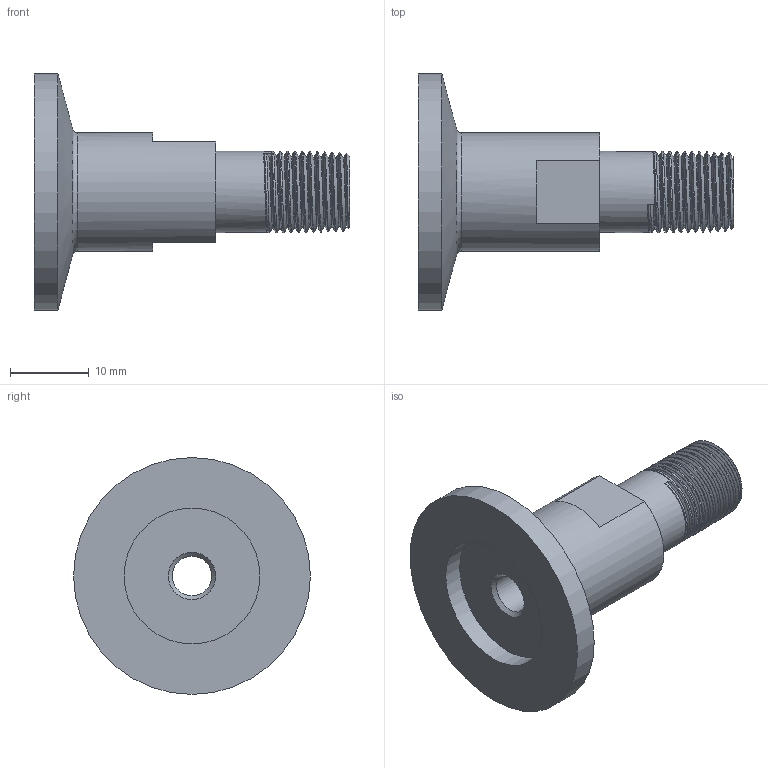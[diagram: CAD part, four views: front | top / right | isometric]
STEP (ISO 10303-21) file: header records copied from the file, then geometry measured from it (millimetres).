
FILE_DESCRIPTION (( 'STEP AP214' ), '1' );
FILE_NAME ('1KF16NM18FULLVAC.STEP', '2025-01-30T16:36:14', ( '' ), ( '' ), 'SwSTEP 2.0', 'SolidWorks 2017', '' );
FILE_SCHEMA (( 'AUTOMOTIVE_DESIGN' ));
Length unit declared in the file: millimetre
Products named in the file (1): 1KF16NM18FULLVAC
Bounding box: 40 x 30 x 30 mm (x, y, z)
Volume: 6009.7 mm3; surface area: 3989.5 mm2
Topology: 1 solids, 1 shells, 33 faces, 81 edges, 52 vertices
Faces by surface type: cylinder 11, plane 10, bspline 7, cone 4, torus 1
Full cylindrical faces by diameter (mm): 5 x1, 10.287 x6, 15 x1, 17.2 x1, 30 x1
Entity records: 10368 total; most frequent: CARTESIAN_POINT 9805, ORIENTED_EDGE 104, DIRECTION 91, EDGE_CURVE 52, EDGE_LOOP 40, VERTEX_POINT 38, AXIS2_PLACEMENT_3D 37, FACE_OUTER_BOUND 33
